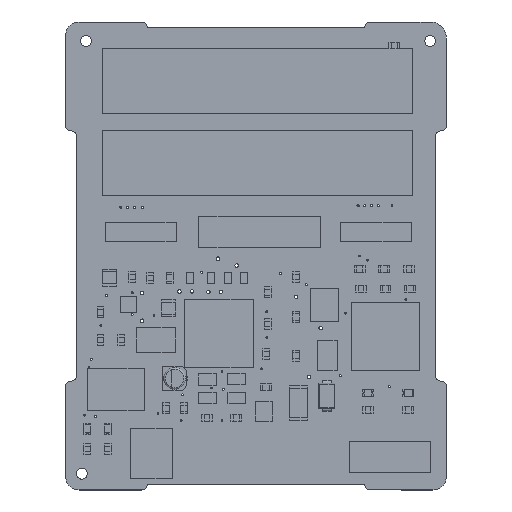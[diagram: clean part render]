
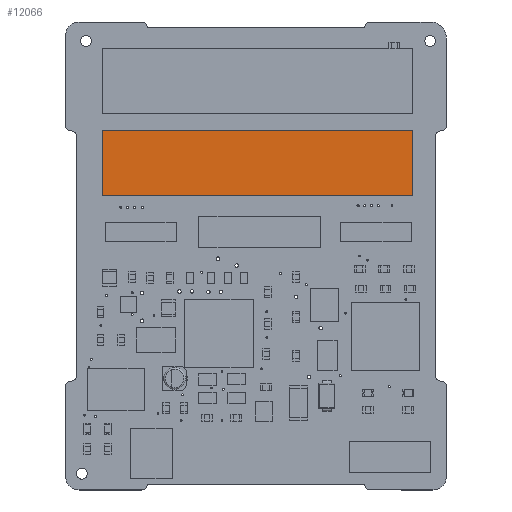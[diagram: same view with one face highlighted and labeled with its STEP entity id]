
A CAD part, top view. The second image highlights one B-rep face of the part: STEP entity #12066.
In plain terms, the highlighted planar face has unit normal (0, 0, 1).
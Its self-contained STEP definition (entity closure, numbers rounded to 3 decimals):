
#895=PLANE('',#13522);
#1452=FACE_OUTER_BOUND('',#2559,.T.);
#2559=EDGE_LOOP('',(#9693,#9694,#9695,#9696));
#3157=LINE('',#19173,#4104);
#3160=LINE('',#19179,#4107);
#3163=LINE('',#19185,#4110);
#3166=LINE('',#19189,#4113);
#4104=VECTOR('',#15972,10.);
#4107=VECTOR('',#15977,10.);
#4110=VECTOR('',#15982,10.);
#4113=VECTOR('',#15987,10.);
#5923=VERTEX_POINT('',#19170);
#5924=VERTEX_POINT('',#19172);
#5926=VERTEX_POINT('',#19178);
#5928=VERTEX_POINT('',#19184);
#7246=EDGE_CURVE('',#5924,#5923,#3157,.T.);
#7249=EDGE_CURVE('',#5926,#5924,#3160,.T.);
#7252=EDGE_CURVE('',#5928,#5926,#3163,.T.);
#7255=EDGE_CURVE('',#5923,#5928,#3166,.T.);
#9693=ORIENTED_EDGE('',*,*,#7255,.T.);
#9694=ORIENTED_EDGE('',*,*,#7252,.T.);
#9695=ORIENTED_EDGE('',*,*,#7249,.T.);
#9696=ORIENTED_EDGE('',*,*,#7246,.T.);
#12066=ADVANCED_FACE('',(#1452),#895,.T.);
#13522=AXIS2_PLACEMENT_3D('',#19190,#15988,#15989);
#15972=DIRECTION('',(-1.,0.,0.));
#15977=DIRECTION('',(0.,1.,0.));
#15982=DIRECTION('',(1.,0.,0.));
#15987=DIRECTION('',(0.,-1.,0.));
#15988=DIRECTION('center_axis',(0.,0.,1.));
#15989=DIRECTION('ref_axis',(1.,0.,0.));
#19170=CARTESIAN_POINT('',(-28.5,6.858,0.1));
#19172=CARTESIAN_POINT('',(28.5,6.858,0.1));
#19173=CARTESIAN_POINT('',(28.5,6.858,0.1));
#19178=CARTESIAN_POINT('',(28.5,-5.139,0.1));
#19179=CARTESIAN_POINT('',(28.5,-5.139,0.1));
#19184=CARTESIAN_POINT('',(-28.5,-5.139,0.1));
#19185=CARTESIAN_POINT('',(-28.5,-5.139,0.1));
#19189=CARTESIAN_POINT('',(-28.5,6.858,0.1));
#19190=CARTESIAN_POINT('Origin',(0.,0.86,0.1));
